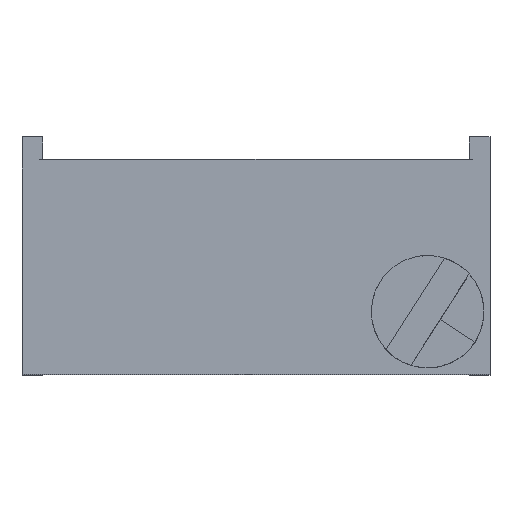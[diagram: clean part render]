
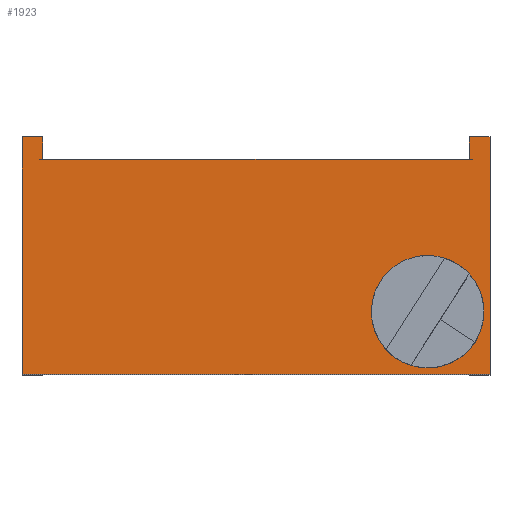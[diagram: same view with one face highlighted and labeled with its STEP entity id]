
A CAD part, top view. The second image highlights one B-rep face of the part: STEP entity #1923.
In plain terms, the highlighted planar face has unit normal (0, 0, 1).
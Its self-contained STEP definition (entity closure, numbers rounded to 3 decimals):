
#922 = PLANE('',#923);
#923 = AXIS2_PLACEMENT_3D('',#924,#925,#926);
#924 = CARTESIAN_POINT('',(4.765,0.005,0.));
#925 = DIRECTION('',(1.,0.,0.));
#926 = DIRECTION('',(0.,0.,-1.));
#1003 = VERTEX_POINT('',#1004);
#1004 = CARTESIAN_POINT('',(4.765,2.42,10.03));
#1018 = PLANE('',#1019);
#1019 = AXIS2_PLACEMENT_3D('',#1020,#1021,#1022);
#1020 = CARTESIAN_POINT('',(4.347,2.42,9.818));
#1021 = DIRECTION('',(0.,1.,0.));
#1022 = DIRECTION('',(0.,0.,1.));
#1029 = EDGE_CURVE('',#1003,#1030,#1032,.T.);
#1030 = VERTEX_POINT('',#1031);
#1031 = CARTESIAN_POINT('',(4.765,-2.41,10.03));
#1032 = SURFACE_CURVE('',#1033,(#1037,#1044),.PCURVE_S1.);
#1033 = LINE('',#1034,#1035);
#1034 = CARTESIAN_POINT('',(4.765,2.42,10.03));
#1035 = VECTOR('',#1036,1.);
#1036 = DIRECTION('',(0.,-1.,0.));
#1037 = PCURVE('',#922,#1038);
#1038 = DEFINITIONAL_REPRESENTATION('',(#1039),#1043);
#1039 = LINE('',#1040,#1041);
#1040 = CARTESIAN_POINT('',(-10.03,2.415));
#1041 = VECTOR('',#1042,1.);
#1042 = DIRECTION('',(0.,-1.));
#1043 = ( GEOMETRIC_REPRESENTATION_CONTEXT(2) 
PARAMETRIC_REPRESENTATION_CONTEXT() REPRESENTATION_CONTEXT('2D SPACE',''
  ) );
#1044 = PCURVE('',#1045,#1050);
#1045 = PLANE('',#1046);
#1046 = AXIS2_PLACEMENT_3D('',#1047,#1048,#1049);
#1047 = CARTESIAN_POINT('',(0.,-2.41,10.03));
#1048 = DIRECTION('',(0.,0.,1.));
#1049 = DIRECTION('',(1.,0.,0.));
#1050 = DEFINITIONAL_REPRESENTATION('',(#1051),#1054);
#1051 = B_SPLINE_CURVE_WITH_KNOTS('',1,(#1052,#1053),.UNSPECIFIED.,.F.,
  .F.,(2,2),(0.,4.83),.PIECEWISE_BEZIER_KNOTS.);
#1052 = CARTESIAN_POINT('',(4.765,4.83));
#1053 = CARTESIAN_POINT('',(4.765,0.));
#1054 = ( GEOMETRIC_REPRESENTATION_CONTEXT(2) 
PARAMETRIC_REPRESENTATION_CONTEXT() REPRESENTATION_CONTEXT('2D SPACE',''
  ) );
#1072 = PLANE('',#1073);
#1073 = AXIS2_PLACEMENT_3D('',#1074,#1075,#1076);
#1074 = CARTESIAN_POINT('',(0.,-2.41,10.03));
#1075 = DIRECTION('',(0.,-1.,0.));
#1076 = DIRECTION('',(0.,0.,-1.));
#1138 = EDGE_CURVE('',#1139,#1003,#1141,.T.);
#1139 = VERTEX_POINT('',#1140);
#1140 = CARTESIAN_POINT('',(4.347,2.42,10.03));
#1141 = SURFACE_CURVE('',#1142,(#1146,#1153),.PCURVE_S1.);
#1142 = LINE('',#1143,#1144);
#1143 = CARTESIAN_POINT('',(4.347,2.42,10.03));
#1144 = VECTOR('',#1145,1.);
#1145 = DIRECTION('',(1.,0.,0.));
#1146 = PCURVE('',#1018,#1147);
#1147 = DEFINITIONAL_REPRESENTATION('',(#1148),#1152);
#1148 = LINE('',#1149,#1150);
#1149 = CARTESIAN_POINT('',(0.212,0.));
#1150 = VECTOR('',#1151,1.);
#1151 = DIRECTION('',(0.,1.));
#1152 = ( GEOMETRIC_REPRESENTATION_CONTEXT(2) 
PARAMETRIC_REPRESENTATION_CONTEXT() REPRESENTATION_CONTEXT('2D SPACE',''
  ) );
#1153 = PCURVE('',#1045,#1154);
#1154 = DEFINITIONAL_REPRESENTATION('',(#1155),#1158);
#1155 = B_SPLINE_CURVE_WITH_KNOTS('',1,(#1156,#1157),.UNSPECIFIED.,.F.,
  .F.,(2,2),(0.,0.418),.PIECEWISE_BEZIER_KNOTS.);
#1156 = CARTESIAN_POINT('',(4.347,4.83));
#1157 = CARTESIAN_POINT('',(4.765,4.83));
#1158 = ( GEOMETRIC_REPRESENTATION_CONTEXT(2) 
PARAMETRIC_REPRESENTATION_CONTEXT() REPRESENTATION_CONTEXT('2D SPACE',''
  ) );
#1198 = PLANE('',#1199);
#1199 = AXIS2_PLACEMENT_3D('',#1200,#1201,#1202);
#1200 = CARTESIAN_POINT('',(4.347,2.195,9.606
    ));
#1201 = DIRECTION('',(1.,0.,0.));
#1202 = DIRECTION('',(0.,0.,-1.));
#1457 = EDGE_CURVE('',#1030,#1458,#1460,.T.);
#1458 = VERTEX_POINT('',#1459);
#1459 = CARTESIAN_POINT('',(-4.765,-2.41,10.03));
#1460 = SURFACE_CURVE('',#1461,(#1465,#1472),.PCURVE_S1.);
#1461 = LINE('',#1462,#1463);
#1462 = CARTESIAN_POINT('',(4.765,-2.41,10.03));
#1463 = VECTOR('',#1464,1.);
#1464 = DIRECTION('',(-1.,0.,0.));
#1465 = PCURVE('',#1072,#1466);
#1466 = DEFINITIONAL_REPRESENTATION('',(#1467),#1471);
#1467 = LINE('',#1468,#1469);
#1468 = CARTESIAN_POINT('',(0.,4.765));
#1469 = VECTOR('',#1470,1.);
#1470 = DIRECTION('',(0.,-1.));
#1471 = ( GEOMETRIC_REPRESENTATION_CONTEXT(2) 
PARAMETRIC_REPRESENTATION_CONTEXT() REPRESENTATION_CONTEXT('2D SPACE',''
  ) );
#1472 = PCURVE('',#1045,#1473);
#1473 = DEFINITIONAL_REPRESENTATION('',(#1474),#1477);
#1474 = B_SPLINE_CURVE_WITH_KNOTS('',1,(#1475,#1476),.UNSPECIFIED.,.F.,
  .F.,(2,2),(0.,9.53),.PIECEWISE_BEZIER_KNOTS.);
#1475 = CARTESIAN_POINT('',(4.765,0.));
#1476 = CARTESIAN_POINT('',(-4.765,0.));
#1477 = ( GEOMETRIC_REPRESENTATION_CONTEXT(2) 
PARAMETRIC_REPRESENTATION_CONTEXT() REPRESENTATION_CONTEXT('2D SPACE',''
  ) );
#1494 = PLANE('',#1495);
#1495 = AXIS2_PLACEMENT_3D('',#1496,#1497,#1498);
#1496 = CARTESIAN_POINT('',(-4.765,2.42,5.015));
#1497 = DIRECTION('',(-1.,0.,0.));
#1498 = DIRECTION('',(0.,0.,1.));
#1612 = EDGE_CURVE('',#1458,#1613,#1615,.T.);
#1613 = VERTEX_POINT('',#1614);
#1614 = CARTESIAN_POINT('',(-4.765,2.42,10.03));
#1615 = SURFACE_CURVE('',#1616,(#1620,#1627),.PCURVE_S1.);
#1616 = LINE('',#1617,#1618);
#1617 = CARTESIAN_POINT('',(-4.765,-2.41,10.03));
#1618 = VECTOR('',#1619,1.);
#1619 = DIRECTION('',(0.,1.,0.));
#1620 = PCURVE('',#1494,#1621);
#1621 = DEFINITIONAL_REPRESENTATION('',(#1622),#1626);
#1622 = LINE('',#1623,#1624);
#1623 = CARTESIAN_POINT('',(5.015,-4.83));
#1624 = VECTOR('',#1625,1.);
#1625 = DIRECTION('',(0.,1.));
#1626 = ( GEOMETRIC_REPRESENTATION_CONTEXT(2) 
PARAMETRIC_REPRESENTATION_CONTEXT() REPRESENTATION_CONTEXT('2D SPACE',''
  ) );
#1627 = PCURVE('',#1045,#1628);
#1628 = DEFINITIONAL_REPRESENTATION('',(#1629),#1632);
#1629 = B_SPLINE_CURVE_WITH_KNOTS('',1,(#1630,#1631),.UNSPECIFIED.,.F.,
  .F.,(2,2),(0.,4.83),.PIECEWISE_BEZIER_KNOTS.);
#1630 = CARTESIAN_POINT('',(-4.765,0.));
#1631 = CARTESIAN_POINT('',(-4.765,4.83));
#1632 = ( GEOMETRIC_REPRESENTATION_CONTEXT(2) 
PARAMETRIC_REPRESENTATION_CONTEXT() REPRESENTATION_CONTEXT('2D SPACE',''
  ) );
#1650 = PLANE('',#1651);
#1651 = AXIS2_PLACEMENT_3D('',#1652,#1653,#1654);
#1652 = CARTESIAN_POINT('',(-4.765,2.42,9.818));
#1653 = DIRECTION('',(0.,1.,0.));
#1654 = DIRECTION('',(0.,0.,1.));
#1765 = EDGE_CURVE('',#1613,#1766,#1768,.T.);
#1766 = VERTEX_POINT('',#1767);
#1767 = CARTESIAN_POINT('',(-4.347,2.42,10.03));
#1768 = SURFACE_CURVE('',#1769,(#1773,#1780),.PCURVE_S1.);
#1769 = LINE('',#1770,#1771);
#1770 = CARTESIAN_POINT('',(-4.765,2.42,10.03));
#1771 = VECTOR('',#1772,1.);
#1772 = DIRECTION('',(1.,0.,0.));
#1773 = PCURVE('',#1650,#1774);
#1774 = DEFINITIONAL_REPRESENTATION('',(#1775),#1779);
#1775 = LINE('',#1776,#1777);
#1776 = CARTESIAN_POINT('',(0.212,0.));
#1777 = VECTOR('',#1778,1.);
#1778 = DIRECTION('',(0.,1.));
#1779 = ( GEOMETRIC_REPRESENTATION_CONTEXT(2) 
PARAMETRIC_REPRESENTATION_CONTEXT() REPRESENTATION_CONTEXT('2D SPACE',''
  ) );
#1780 = PCURVE('',#1045,#1781);
#1781 = DEFINITIONAL_REPRESENTATION('',(#1782),#1785);
#1782 = B_SPLINE_CURVE_WITH_KNOTS('',1,(#1783,#1784),.UNSPECIFIED.,.F.,
  .F.,(2,2),(0.,0.418),.PIECEWISE_BEZIER_KNOTS.);
#1783 = CARTESIAN_POINT('',(-4.765,4.83));
#1784 = CARTESIAN_POINT('',(-4.347,4.83));
#1785 = ( GEOMETRIC_REPRESENTATION_CONTEXT(2) 
PARAMETRIC_REPRESENTATION_CONTEXT() REPRESENTATION_CONTEXT('2D SPACE',''
  ) );
#1801 = PLANE('',#1802);
#1802 = AXIS2_PLACEMENT_3D('',#1803,#1804,#1805);
#1803 = CARTESIAN_POINT('',(-4.347,2.42,9.818));
#1804 = DIRECTION('',(-1.,0.,0.));
#1805 = DIRECTION('',(0.,0.,1.));
#1819 = VERTEX_POINT('',#1820);
#1820 = CARTESIAN_POINT('',(-4.347,1.97,10.03));
#1834 = EDGE_CURVE('',#1819,#1766,#1835,.T.);
#1835 = SURFACE_CURVE('',#1836,(#1840,#1847),.PCURVE_S1.);
#1836 = LINE('',#1837,#1838);
#1837 = CARTESIAN_POINT('',(-4.347,1.97,10.03));
#1838 = VECTOR('',#1839,1.);
#1839 = DIRECTION('',(0.,1.,0.));
#1840 = PCURVE('',#1801,#1841);
#1841 = DEFINITIONAL_REPRESENTATION('',(#1842),#1846);
#1842 = LINE('',#1843,#1844);
#1843 = CARTESIAN_POINT('',(0.212,-0.45));
#1844 = VECTOR('',#1845,1.);
#1845 = DIRECTION('',(0.,1.));
#1846 = ( GEOMETRIC_REPRESENTATION_CONTEXT(2) 
PARAMETRIC_REPRESENTATION_CONTEXT() REPRESENTATION_CONTEXT('2D SPACE',''
  ) );
#1847 = PCURVE('',#1045,#1848);
#1848 = DEFINITIONAL_REPRESENTATION('',(#1849),#1853);
#1849 = LINE('',#1850,#1851);
#1850 = CARTESIAN_POINT('',(-4.347,4.38));
#1851 = VECTOR('',#1852,1.);
#1852 = DIRECTION('',(0.,1.));
#1853 = ( GEOMETRIC_REPRESENTATION_CONTEXT(2) 
PARAMETRIC_REPRESENTATION_CONTEXT() REPRESENTATION_CONTEXT('2D SPACE',''
  ) );
#1923 = ADVANCED_FACE('',(#1924),#1045,.T.);
#1924 = FACE_BOUND('',#1925,.T.);
#1925 = EDGE_LOOP('',(#1926,#1927,#1928,#1929,#1930,#1931,#1954,#1980));
#1926 = ORIENTED_EDGE('',*,*,#1765,.F.);
#1927 = ORIENTED_EDGE('',*,*,#1612,.F.);
#1928 = ORIENTED_EDGE('',*,*,#1457,.F.);
#1929 = ORIENTED_EDGE('',*,*,#1029,.F.);
#1930 = ORIENTED_EDGE('',*,*,#1138,.F.);
#1931 = ORIENTED_EDGE('',*,*,#1932,.T.);
#1932 = EDGE_CURVE('',#1139,#1933,#1935,.T.);
#1933 = VERTEX_POINT('',#1934);
#1934 = CARTESIAN_POINT('',(4.347,1.97,10.03));
#1935 = SURFACE_CURVE('',#1936,(#1940,#1947),.PCURVE_S1.);
#1936 = LINE('',#1937,#1938);
#1937 = CARTESIAN_POINT('',(4.347,2.42,10.03));
#1938 = VECTOR('',#1939,1.);
#1939 = DIRECTION('',(0.,-1.,0.));
#1940 = PCURVE('',#1045,#1941);
#1941 = DEFINITIONAL_REPRESENTATION('',(#1942),#1946);
#1942 = LINE('',#1943,#1944);
#1943 = CARTESIAN_POINT('',(4.347,4.83));
#1944 = VECTOR('',#1945,1.);
#1945 = DIRECTION('',(0.,-1.));
#1946 = ( GEOMETRIC_REPRESENTATION_CONTEXT(2) 
PARAMETRIC_REPRESENTATION_CONTEXT() REPRESENTATION_CONTEXT('2D SPACE',''
  ) );
#1947 = PCURVE('',#1198,#1948);
#1948 = DEFINITIONAL_REPRESENTATION('',(#1949),#1953);
#1949 = LINE('',#1950,#1951);
#1950 = CARTESIAN_POINT('',(-0.424,0.225));
#1951 = VECTOR('',#1952,1.);
#1952 = DIRECTION('',(0.,-1.));
#1953 = ( GEOMETRIC_REPRESENTATION_CONTEXT(2) 
PARAMETRIC_REPRESENTATION_CONTEXT() REPRESENTATION_CONTEXT('2D SPACE',''
  ) );
#1954 = ORIENTED_EDGE('',*,*,#1955,.T.);
#1955 = EDGE_CURVE('',#1933,#1819,#1956,.T.);
#1956 = SURFACE_CURVE('',#1957,(#1961,#1968),.PCURVE_S1.);
#1957 = LINE('',#1958,#1959);
#1958 = CARTESIAN_POINT('',(4.347,1.97,10.03));
#1959 = VECTOR('',#1960,1.);
#1960 = DIRECTION('',(-1.,0.,0.));
#1961 = PCURVE('',#1045,#1962);
#1962 = DEFINITIONAL_REPRESENTATION('',(#1963),#1967);
#1963 = LINE('',#1964,#1965);
#1964 = CARTESIAN_POINT('',(4.347,4.38));
#1965 = VECTOR('',#1966,1.);
#1966 = DIRECTION('',(-1.,0.));
#1967 = ( GEOMETRIC_REPRESENTATION_CONTEXT(2) 
PARAMETRIC_REPRESENTATION_CONTEXT() REPRESENTATION_CONTEXT('2D SPACE',''
  ) );
#1968 = PCURVE('',#1969,#1974);
#1969 = PLANE('',#1970);
#1970 = AXIS2_PLACEMENT_3D('',#1971,#1972,#1973);
#1971 = CARTESIAN_POINT('',(0.,1.97,
    9.606));
#1972 = DIRECTION('',(0.,1.,0.));
#1973 = DIRECTION('',(0.,0.,1.));
#1974 = DEFINITIONAL_REPRESENTATION('',(#1975),#1979);
#1975 = LINE('',#1976,#1977);
#1976 = CARTESIAN_POINT('',(0.424,4.347));
#1977 = VECTOR('',#1978,1.);
#1978 = DIRECTION('',(0.,-1.));
#1979 = ( GEOMETRIC_REPRESENTATION_CONTEXT(2) 
PARAMETRIC_REPRESENTATION_CONTEXT() REPRESENTATION_CONTEXT('2D SPACE',''
  ) );
#1980 = ORIENTED_EDGE('',*,*,#1834,.T.);
